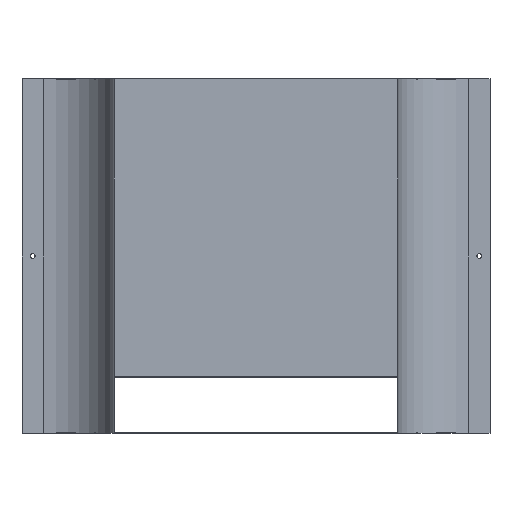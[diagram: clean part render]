
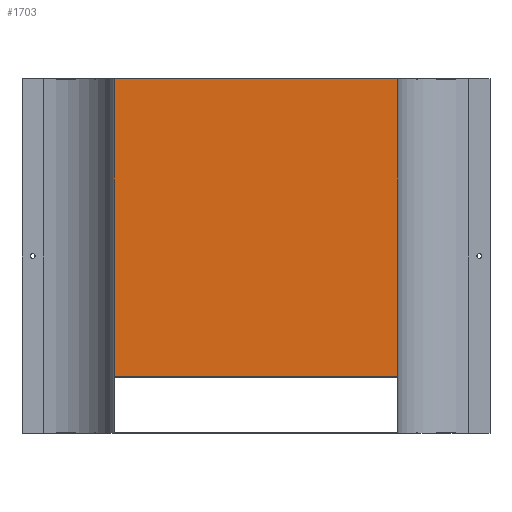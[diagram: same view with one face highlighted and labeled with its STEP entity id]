
A CAD part, front view. The second image highlights one B-rep face of the part: STEP entity #1703.
In plain terms, the highlighted planar face has unit normal (0, -1, 0).
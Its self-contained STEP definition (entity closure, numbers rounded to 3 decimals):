
#174 = ORIENTED_EDGE ( 'NONE', *, *, #1602, .T. ) ;
#175 = ORIENTED_EDGE ( 'NONE', *, *, #1557, .T. ) ;
#176 = ORIENTED_EDGE ( 'NONE', *, *, #494, .T. ) ;
#177 = ORIENTED_EDGE ( 'NONE', *, *, #1595, .T. ) ;
#423 = VERTEX_POINT ( 'NONE', #2300 ) ;
#430 = VERTEX_POINT ( 'NONE', #2293 ) ;
#435 = VERTEX_POINT ( 'NONE', #2288 ) ;
#437 = VERTEX_POINT ( 'NONE', #2286 ) ;
#494 = EDGE_CURVE ( 'NONE', #430, #437, #1239, .T. ) ;
#623 = CARTESIAN_POINT ( 'NONE',  ( 0., -1., 0. ) ) ;
#627 = PLANE ( 'NONE',  #1348 ) ;
#629 = DIRECTION ( 'NONE',  ( 0., -1., 0. ) ) ;
#630 = DIRECTION ( 'NONE',  ( 0., 0., -1. ) ) ;
#1070 = FACE_OUTER_BOUND ( 'NONE', #2029, .T. ) ;
#1239 = LINE ( 'NONE', #2256, #1241 ) ;
#1241 = VECTOR ( 'NONE', #2251, 1000. ) ;
#1348 = AXIS2_PLACEMENT_3D ( 'NONE', #623, #629, #630 ) ;
#1557 = EDGE_CURVE ( 'NONE', #437, #435, #2438, .T. ) ;
#1595 = EDGE_CURVE ( 'NONE', #423, #430, #2505, .T. ) ;
#1602 = EDGE_CURVE ( 'NONE', #435, #423, #2518, .T. ) ;
#1703 = ADVANCED_FACE ( 'NONE', ( #1070 ), #627, .T. ) ;
#1744 = CARTESIAN_POINT ( 'NONE',  ( 0., -1., 1. ) ) ;
#1745 = DIRECTION ( 'NONE',  ( -1., 0., 0. ) ) ;
#2029 = EDGE_LOOP ( 'NONE', ( #177, #176, #175, #174 ) ) ;
#2133 = CARTESIAN_POINT ( 'NONE',  ( 400., -1., 1. ) ) ;
#2134 = DIRECTION ( 'NONE',  ( 0., 0., 1. ) ) ;
#2211 = CARTESIAN_POINT ( 'NONE',  ( 0., -1., 1. ) ) ;
#2212 = DIRECTION ( 'NONE',  ( 0., 0., -1. ) ) ;
#2251 = DIRECTION ( 'NONE',  ( 1., 0., 0. ) ) ;
#2256 = CARTESIAN_POINT ( 'NONE',  ( 0., -1., -419. ) ) ;
#2286 = CARTESIAN_POINT ( 'NONE',  ( 400., -1., -419. ) ) ;
#2288 = CARTESIAN_POINT ( 'NONE',  ( 400., -1., 1. ) ) ;
#2293 = CARTESIAN_POINT ( 'NONE',  ( 0., -1., -419. ) ) ;
#2300 = CARTESIAN_POINT ( 'NONE',  ( 0., -1., 1. ) ) ;
#2438 = LINE ( 'NONE', #2133, #2441 ) ;
#2441 = VECTOR ( 'NONE', #2134, 1000. ) ;
#2505 = LINE ( 'NONE', #2211, #2507 ) ;
#2507 = VECTOR ( 'NONE', #2212, 1000. ) ;
#2518 = LINE ( 'NONE', #1744, #2521 ) ;
#2521 = VECTOR ( 'NONE', #1745, 1000. ) ;
